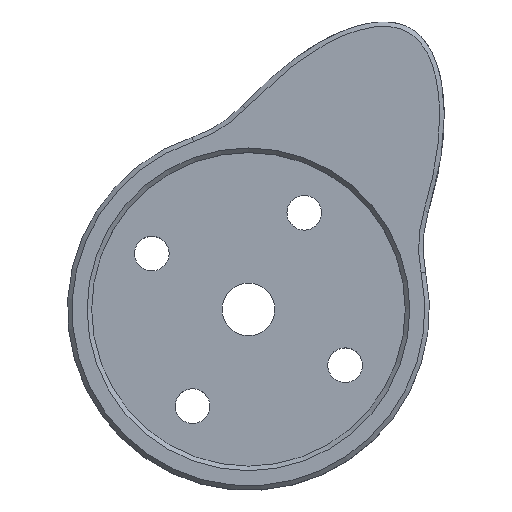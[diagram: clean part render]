
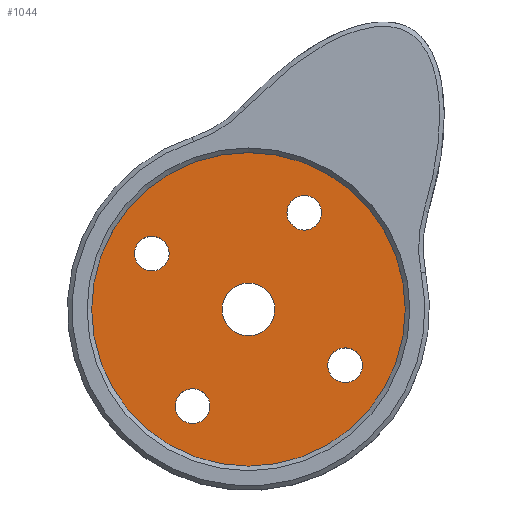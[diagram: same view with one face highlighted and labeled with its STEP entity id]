
A CAD part, top view. The second image highlights one B-rep face of the part: STEP entity #1044.
In plain terms, the highlighted planar face has unit normal (0, 0, 1).
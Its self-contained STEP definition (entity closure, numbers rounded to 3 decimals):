
#109 = EDGE_CURVE('',#110,#110,#112,.T.);
#110 = VERTEX_POINT('',#111);
#111 = CARTESIAN_POINT('',(-14.191,-47.095,
    -16.148));
#112 = CIRCLE('',#113,10.4);
#113 = AXIS2_PLACEMENT_3D('',#114,#115,#116);
#114 = CARTESIAN_POINT('',(-8.991,-38.088,
    -16.148));
#115 = DIRECTION('',(0.,0.,1.));
#116 = DIRECTION('',(0.5,0.866,0.));
#603 = EDGE_CURVE('',#604,#604,#606,.T.);
#604 = VERTEX_POINT('',#605);
#605 = CARTESIAN_POINT('',(-11.695,-45.072,
    -16.148));
#606 = CIRCLE('',#607,1.15);
#607 = AXIS2_PLACEMENT_3D('',#608,#609,#610);
#608 = CARTESIAN_POINT('',(-12.691,-44.497,
    -16.148));
#609 = DIRECTION('',(0.,0.,1.));
#610 = DIRECTION('',(-0.866,0.5,0.));
#651 = EDGE_CURVE('',#652,#652,#654,.T.);
#652 = VERTEX_POINT('',#653);
#653 = CARTESIAN_POINT('',(-9.866,-39.604,
    -16.148));
#654 = CIRCLE('',#655,1.75);
#655 = AXIS2_PLACEMENT_3D('',#656,#657,#658);
#656 = CARTESIAN_POINT('',(-8.991,-38.088,
    -16.148));
#657 = DIRECTION('',(0.,0.,1.));
#658 = DIRECTION('',(0.5,0.866,0.));
#699 = EDGE_CURVE('',#700,#700,#702,.T.);
#700 = VERTEX_POINT('',#701);
#701 = CARTESIAN_POINT('',(-2.007,-40.792,
    -16.148));
#702 = CIRCLE('',#703,1.15);
#703 = AXIS2_PLACEMENT_3D('',#704,#705,#706);
#704 = CARTESIAN_POINT('',(-2.582,-41.788,
    -16.148));
#705 = DIRECTION('',(0.,0.,1.));
#706 = DIRECTION('',(-0.5,-0.866,0.));
#747 = EDGE_CURVE('',#748,#748,#750,.T.);
#748 = VERTEX_POINT('',#749);
#749 = CARTESIAN_POINT('',(-6.287,-31.105,
    -16.148));
#750 = CIRCLE('',#751,1.15);
#751 = AXIS2_PLACEMENT_3D('',#752,#753,#754);
#752 = CARTESIAN_POINT('',(-5.291,-31.68,
    -16.148));
#753 = DIRECTION('',(0.,0.,1.));
#754 = DIRECTION('',(0.866,-0.5,0.));
#795 = EDGE_CURVE('',#796,#796,#798,.T.);
#796 = VERTEX_POINT('',#797);
#797 = CARTESIAN_POINT('',(-15.974,-35.384,
    -16.148));
#798 = CIRCLE('',#799,1.15);
#799 = AXIS2_PLACEMENT_3D('',#800,#801,#802);
#800 = CARTESIAN_POINT('',(-15.399,-34.388,
    -16.148));
#801 = DIRECTION('',(0.,0.,1.));
#802 = DIRECTION('',(0.5,0.866,0.));
#1044 = ADVANCED_FACE('',(#1045,#1048,#1051,#1054,#1057,#1060),#1063,.F.
  );
#1045 = FACE_BOUND('',#1046,.T.);
#1046 = EDGE_LOOP('',(#1047));
#1047 = ORIENTED_EDGE('',*,*,#651,.F.);
#1048 = FACE_BOUND('',#1049,.T.);
#1049 = EDGE_LOOP('',(#1050));
#1050 = ORIENTED_EDGE('',*,*,#699,.F.);
#1051 = FACE_BOUND('',#1052,.T.);
#1052 = EDGE_LOOP('',(#1053));
#1053 = ORIENTED_EDGE('',*,*,#747,.F.);
#1054 = FACE_BOUND('',#1055,.T.);
#1055 = EDGE_LOOP('',(#1056));
#1056 = ORIENTED_EDGE('',*,*,#603,.F.);
#1057 = FACE_BOUND('',#1058,.T.);
#1058 = EDGE_LOOP('',(#1059));
#1059 = ORIENTED_EDGE('',*,*,#795,.F.);
#1060 = FACE_BOUND('',#1061,.T.);
#1061 = EDGE_LOOP('',(#1062));
#1062 = ORIENTED_EDGE('',*,*,#109,.T.);
#1063 = PLANE('',#1064);
#1064 = AXIS2_PLACEMENT_3D('',#1065,#1066,#1067);
#1065 = CARTESIAN_POINT('',(-8.991,-38.088,
    -16.148));
#1066 = DIRECTION('',(0.,0.,-1.));
#1067 = DIRECTION('',(0.5,0.866,0.));
